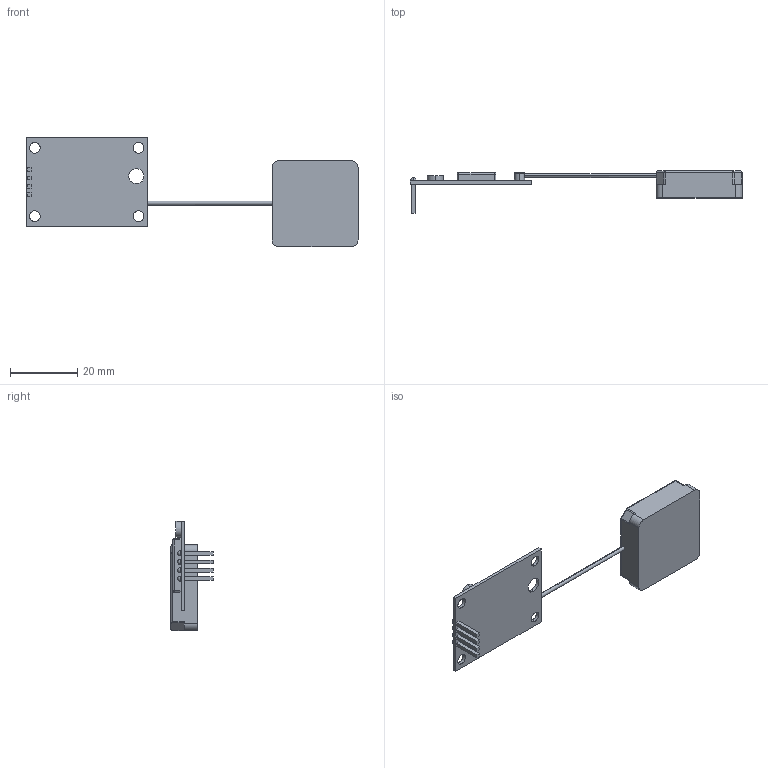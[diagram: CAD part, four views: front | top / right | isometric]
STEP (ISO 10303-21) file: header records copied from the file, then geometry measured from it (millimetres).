
FILE_DESCRIPTION (( 'STEP AP203' ), '1' );
FILE_NAME ('GY-GPS6MV2.STEP', '2026-01-29T05:01:39', ( '' ), ( '' ), 'SwSTEP 2.0', 'SolidWorks 2025', '' );
FILE_SCHEMA (( 'CONFIG_CONTROL_DESIGN' ));
Length unit declared in the file: millimetre
Products named in the file (1): GY-GPS6MV2
Bounding box: 98.5 x 12.5 x 32.4 mm (x, y, z)
Volume: 6628.8 mm3; surface area: 4518.4 mm2
Topology: 2 solids, 2 shells, 147 faces, 534 edges, 414 vertices
Faces by surface type: plane 76, cylinder 51, sphere 18, torus 2
Entity records: 7214 total; most frequent: CARTESIAN_POINT 2618, ORIENTED_EDGE 1022, DIRECTION 824, EDGE_CURVE 511, VERTEX_POINT 406, LINE 294, VECTOR 294, AXIS2_PLACEMENT_3D 265
